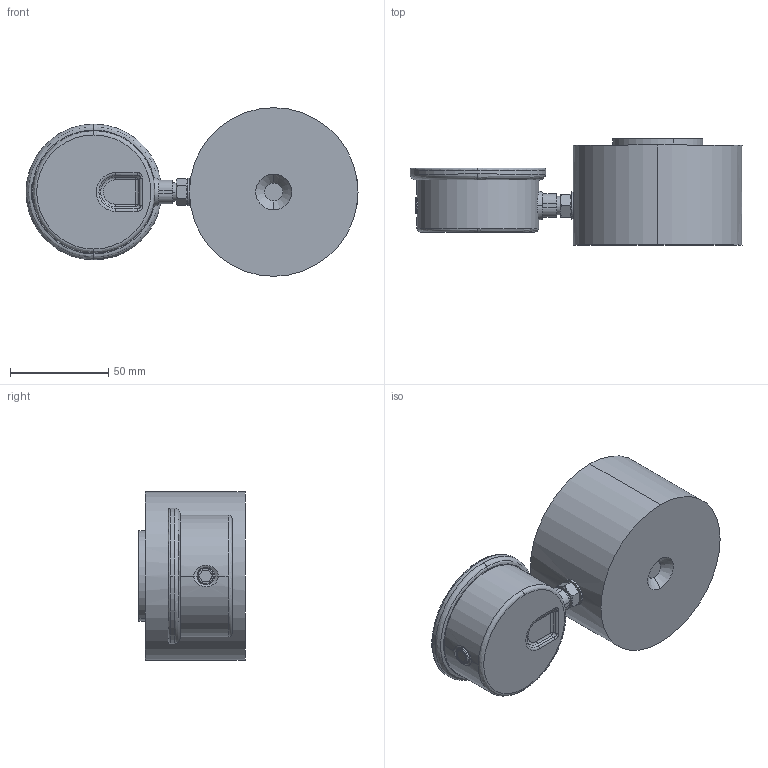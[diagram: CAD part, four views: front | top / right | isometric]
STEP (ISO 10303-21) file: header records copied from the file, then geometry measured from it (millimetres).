
FILE_DESCRIPTION (( 'STEP AP203' ), '1' );
FILE_NAME ('FP-20K-ASSEMBLY(WEB).STEP', '2022-11-02T13:29:57', ( '' ), ( '' ), 'SwSTEP 2.0', 'SolidWorks 2018', '' );
FILE_SCHEMA (( 'CONFIG_CONTROL_DESIGN' ));
Length unit declared in the file: millimetre
Products named in the file (1): FP-20K-ASSEMBLY(WEB)
Bounding box: 168.82 x 53.98 x 85.72 mm (x, y, z)
Volume: 351996.4 mm3; surface area: 65122.4 mm2
Topology: 2 solids, 2 shells, 188 faces, 475 edges, 304 vertices
Faces by surface type: cylinder 83, plane 69, bspline 18, cone 18
Entity records: 7757 total; most frequent: CARTESIAN_POINT 3144, DIRECTION 975, ORIENTED_EDGE 942, EDGE_CURVE 471, AXIS2_PLACEMENT_3D 393, VERTEX_POINT 304, CIRCLE 222, EDGE_LOOP 217
